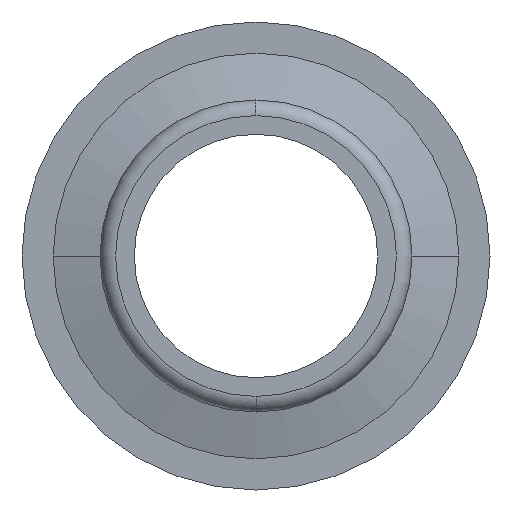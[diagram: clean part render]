
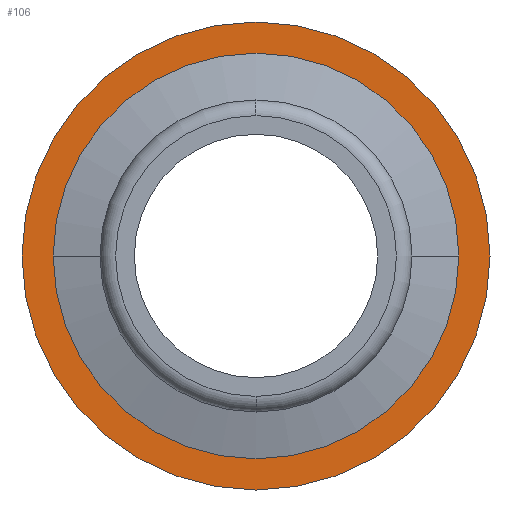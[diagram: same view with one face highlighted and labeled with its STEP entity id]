
A CAD part, front view. The second image highlights one B-rep face of the part: STEP entity #106.
In plain terms, the highlighted planar face has unit normal (0, -1, 0).
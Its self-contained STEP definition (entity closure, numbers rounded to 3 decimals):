
#106=ADVANCED_FACE('',(#249,#250),#251,.T.);
#249=FACE_OUTER_BOUND('',#434,.T.);
#250=FACE_BOUND('',#435,.T.);
#251=PLANE('',#436);
#434=EDGE_LOOP('',(#679,#680));
#435=EDGE_LOOP('',(#681,#682));
#436=AXIS2_PLACEMENT_3D('',#683,#684,#685);
#679=ORIENTED_EDGE('',*,*,#1056,.T.);
#680=ORIENTED_EDGE('',*,*,#1041,.T.);
#681=ORIENTED_EDGE('',*,*,#1069,.F.);
#682=ORIENTED_EDGE('',*,*,#1098,.F.);
#683=CARTESIAN_POINT('',(0.0,24.5,0.0));
#684=DIRECTION('',(0.0,-1.0,0.0));
#685=DIRECTION('',(-1.0,0.0,0.0));
#1041=EDGE_CURVE('',#1222,#1219,#1223,.T.);
#1056=EDGE_CURVE('',#1219,#1222,#1247,.T.);
#1069=EDGE_CURVE('',#1268,#1264,#1270,.T.);
#1098=EDGE_CURVE('',#1264,#1268,#1319,.T.);
#1219=VERTEX_POINT('',#1469);
#1222=VERTEX_POINT('',#1473);
#1223=CIRCLE('',#1474,7.5);
#1247=CIRCLE('',#1503,7.5);
#1264=VERTEX_POINT('',#1522);
#1268=VERTEX_POINT('',#1527);
#1270=CIRCLE('',#1530,6.5);
#1319=CIRCLE('',#1587,6.5);
#1469=CARTESIAN_POINT('',(7.5,24.5,0.0));
#1473=CARTESIAN_POINT('',(-7.5,24.5,0.));
#1474=AXIS2_PLACEMENT_3D('',#1754,#1755,#1756);
#1503=AXIS2_PLACEMENT_3D('',#1780,#1781,#1782);
#1522=CARTESIAN_POINT('',(6.5,24.5,0.));
#1527=CARTESIAN_POINT('',(-6.5,24.5,0.));
#1530=AXIS2_PLACEMENT_3D('',#1802,#1803,#1804);
#1587=AXIS2_PLACEMENT_3D('',#1855,#1856,#1857);
#1754=CARTESIAN_POINT('',(0.0,24.5,0.0));
#1755=DIRECTION('',(0.0,-1.0,0.0));
#1756=DIRECTION('',(1.0,0.0,0.0));
#1780=CARTESIAN_POINT('',(0.0,24.5,0.0));
#1781=DIRECTION('',(0.0,-1.0,0.0));
#1782=DIRECTION('',(1.0,0.0,0.0));
#1802=CARTESIAN_POINT('',(0.0,24.5,0.0));
#1803=DIRECTION('',(0.0,-1.0,0.0));
#1804=DIRECTION('',(1.0,0.0,0.0));
#1855=CARTESIAN_POINT('',(0.0,24.5,0.0));
#1856=DIRECTION('',(0.0,-1.0,0.0));
#1857=DIRECTION('',(1.0,0.0,0.0));
